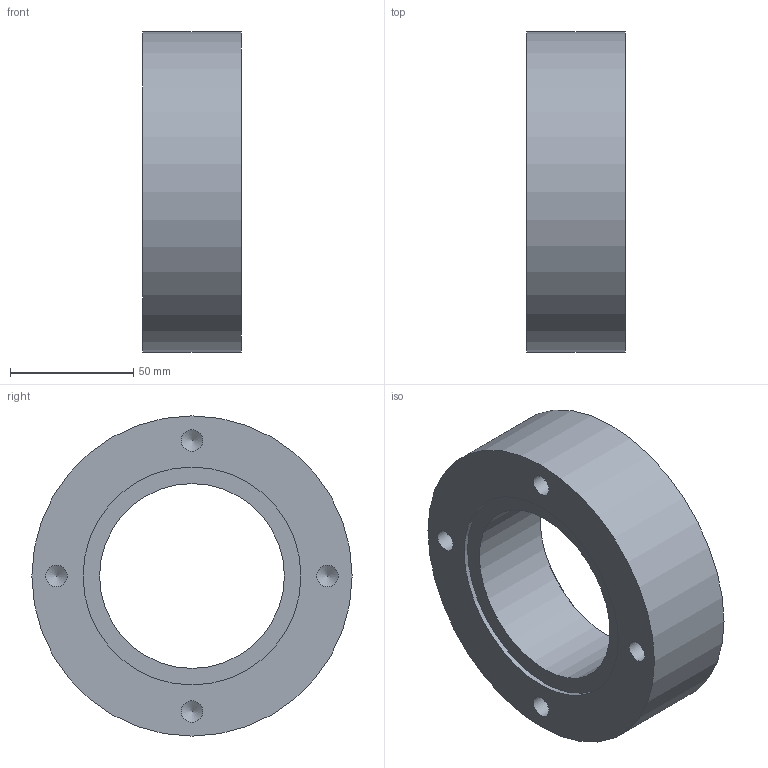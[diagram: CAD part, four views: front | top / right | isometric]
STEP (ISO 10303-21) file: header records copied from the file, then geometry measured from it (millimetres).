
FILE_DESCRIPTION(/* description */ ('STEP AP242','CAx-IF Rec.Pracs.---Representation and Presentation of Product Manufacturing Information (PMI)---4.0---2014-10-13','CAx-IF Rec.Pracs.---3D Tessellated Geometry---0.4---2014-09-14','2;1'),/* implementation_level */ '2;1');
FILE_NAME(/* name */ '6303ba75a25cda24294940aa',/* time_stamp */ '2022-08-22T17:18:45+00:00',/* author */ (''),/* organization */ (''),/* preprocessor_version */ 'ST-DEVELOPER v18.102',/* originating_system */ ' ',/* authorisation */ ' ');
FILE_SCHEMA (('AP242_MANAGED_MODEL_BASED_3D_ENGINEERING_MIM_LF { 1 0 10303 442 1 1 4 }'));
Length unit declared in the file: metre
Products named in the file (1): Bride Différentiel/Cardan
Bounding box: 40 x 130 x 130 mm (x, y, z)
Volume: 323172.2 mm3; surface area: 53188.9 mm2
Topology: 1 solids, 1 shells, 28 faces, 73 edges, 49 vertices
Faces by surface type: cylinder 14, cone 10, plane 4
Full cylindrical faces by diameter (mm): 8.8 x4, 10.8 x6, 75 x1, 83 x1, 88.5 x1, 130 x1
Entity records: 630 total; most frequent: DIRECTION 114, CARTESIAN_POINT 95, FACE_BOUND 66, AXIS2_PLACEMENT_3D 57, ORIENTED_EDGE 56, EDGE_LOOP 56, VERTEX_POINT 38, EDGE_CURVE 28
